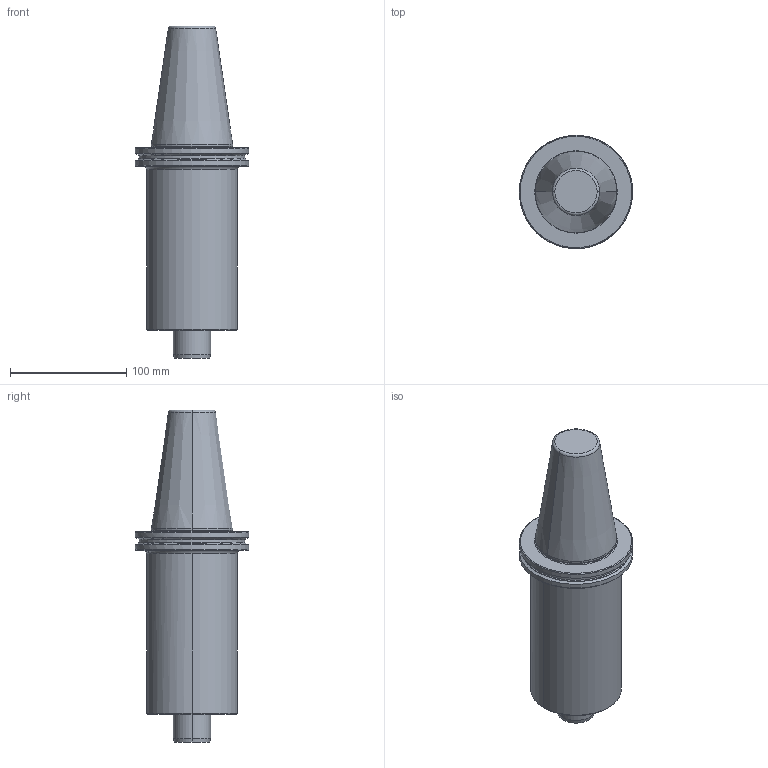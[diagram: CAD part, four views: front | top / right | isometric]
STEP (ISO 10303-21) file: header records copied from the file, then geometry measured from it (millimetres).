
FILE_DESCRIPTION(/* description */ (''),/* implementation_level */ '2;1');
FILE_NAME(/* name */ '1659672966452.stp',/* time_stamp */ '2022-08-05T09:46:19+05:00',/* author */ (''),/* organization */ ('SMS'),/* preprocessor_version */ 'ST-DEVELOPER v16.7',/* originating_system */ 'SIEMENS PLM Software NX 12.0',/* authorisation */ '');
FILE_SCHEMA (('AUTOMOTIVE_DESIGN { 1 0 10303 214 3 1 1 1 }'));
Length unit declared in the file: millimetre
Products named in the file (1): 204264382mod000_00
Bounding box: 97.45 x 97.45 x 285.6 mm (x, y, z)
Volume: 1066467.7 mm3; surface area: 72926.2 mm2
Topology: 1 solids, 1 shells, 42 faces, 94 edges, 62 vertices
Faces by surface type: torus 18, cylinder 9, cone 8, plane 7
Full cylindrical faces by diameter (mm): 91 x1, 97.45 x2
Entity records: 1306 total; most frequent: CARTESIAN_POINT 275, DIRECTION 241, ORIENTED_EDGE 182, AXIS2_PLACEMENT_3D 113, EDGE_CURVE 91, CIRCLE 67, VERTEX_POINT 58, EDGE_LOOP 49
